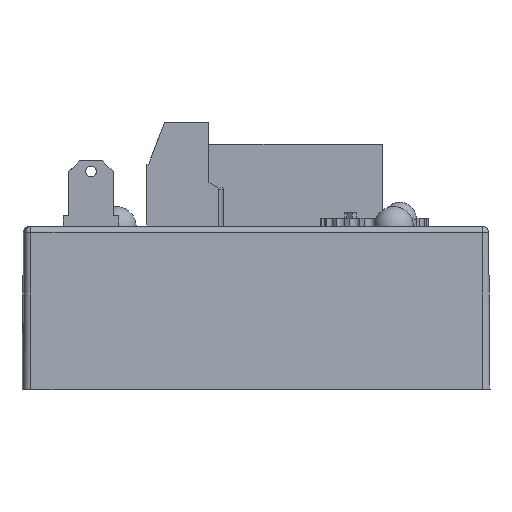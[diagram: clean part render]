
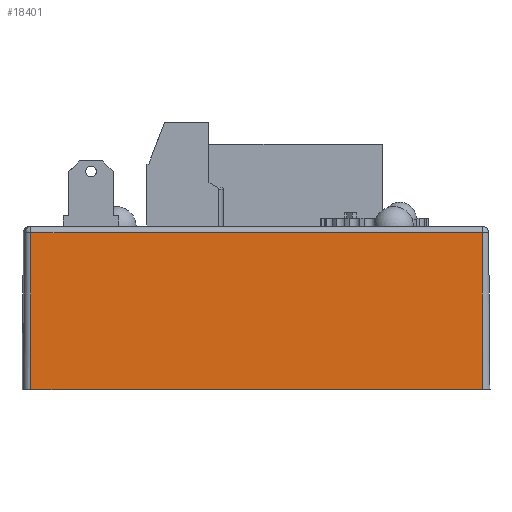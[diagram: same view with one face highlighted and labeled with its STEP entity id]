
A CAD part, left-side view. The second image highlights one B-rep face of the part: STEP entity #18401.
In plain terms, the highlighted planar face has unit normal (-1, -0.002, 0.009).
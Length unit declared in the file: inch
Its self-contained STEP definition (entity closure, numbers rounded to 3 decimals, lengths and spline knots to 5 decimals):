
#926 = CARTESIAN_POINT ( 'NONE',  ( -1.89019, -0.75774, -0.53687 ) ) ;
#927 = CARTESIAN_POINT ( 'NONE',  ( -1.89277, -0.75775, -0.83197 ) ) ;
#928 = CARTESIAN_POINT ( 'NONE',  ( -1.89534, -0.75775, -1.12707 ) ) ;
#929 = CARTESIAN_POINT ( 'NONE',  ( -1.89792, -0.75776, -1.42217 ) ) ;
#930 = B_SPLINE_CURVE_WITH_KNOTS ( 'NONE', 3,
 ( #929, #928, #927, #926 ),
 .UNSPECIFIED., .F., .F.,
 ( 4, 4 ),
 ( 0.40008, 0.59255 ),
 .UNSPECIFIED. ) ;
#976 = CARTESIAN_POINT ( 'NONE',  ( -1.90366, 1.78924, -1.42217 ) ) ;
#977 = CARTESIAN_POINT ( 'NONE',  ( -1.90109, 1.78925, -1.12707 ) ) ;
#978 = CARTESIAN_POINT ( 'NONE',  ( -1.89851, 1.78925, -0.83197 ) ) ;
#979 = CARTESIAN_POINT ( 'NONE',  ( -1.89594, 1.78926, -0.53687 ) ) ;
#980 = B_SPLINE_CURVE_WITH_KNOTS ( 'NONE', 3,
 ( #979, #978, #977, #976 ),
 .UNSPECIFIED., .F., .F.,
 ( 4, 4 ),
 ( 0.40745, 0.59992 ),
 .UNSPECIFIED. ) ;
#4804 = DIRECTION ( 'NONE',  ( -0.009, 0., -1. ) ) ;
#4805 = DIRECTION ( 'NONE',  ( -1., -0.002, 0.009 ) ) ;
#4806 = CARTESIAN_POINT ( 'NONE',  ( -1.89782, -0.80029, -1.42217 ) ) ;
#4807 = AXIS2_PLACEMENT_3D ( 'NONE', #4806, #4805, #4804 ) ;
#4808 = PLANE ( 'NONE',  #4807 ) ;
#4809 = FACE_OUTER_BOUND ( 'NONE', #18402, .T. ) ;
#4810 = DIRECTION ( 'NONE',  ( -0.002, 1., 0. ) ) ;
#4811 = VECTOR ( 'NONE', #4810, 39.37008 ) ;
#4812 = CARTESIAN_POINT ( 'NONE',  ( -1.89594, 1.78926, -0.53687 ) ) ;
#4813 = LINE ( 'NONE', #4812, #4811 ) ;
#5623 = CARTESIAN_POINT ( 'NONE',  ( -1.90366, 1.78924, -1.42217 ) ) ;
#5624 = DIRECTION ( 'NONE',  ( -0.002, 1., 0. ) ) ;
#5635 = VECTOR ( 'NONE', #5624, 39.37008 ) ;
#5636 = CARTESIAN_POINT ( 'NONE',  ( -1.89782, -0.80029, -1.42217 ) ) ;
#5637 = LINE ( 'NONE', #5636, #5635 ) ;
#5638 = CARTESIAN_POINT ( 'NONE',  ( -1.89792, -0.75776, -1.42217 ) ) ;
#5724 = CARTESIAN_POINT ( 'NONE',  ( -1.89594, 1.78926, -0.53687 ) ) ;
#13382 = EDGE_CURVE ( 'NONE', #18477, #18566, #930, .T. ) ;
#13383 = ORIENTED_EDGE ( 'NONE', *, *, #18400, .T. ) ;
#13384 = ORIENTED_EDGE ( 'NONE', *, *, #13385, .T. ) ;
#13385 = EDGE_CURVE ( 'NONE', #18425, #18480, #980, .T. ) ;
#13386 = ORIENTED_EDGE ( 'NONE', *, *, #18479, .F. ) ;
#17122 = CARTESIAN_POINT ( 'NONE',  ( -1.89019, -0.75774, -0.53687 ) ) ;
#18400 = EDGE_CURVE ( 'NONE', #18566, #18425, #4813, .T. ) ;
#18401 = ADVANCED_FACE ( 'NONE', ( #4809 ), #4808, .T. ) ;
#18402 = EDGE_LOOP ( 'NONE', ( #18403, #13383, #13384, #13386 ) ) ;
#18403 = ORIENTED_EDGE ( 'NONE', *, *, #13382, .T. ) ;
#18425 = VERTEX_POINT ( 'NONE', #5724 ) ;
#18477 = VERTEX_POINT ( 'NONE', #5638 ) ;
#18479 = EDGE_CURVE ( 'NONE', #18477, #18480, #5637, .T. ) ;
#18480 = VERTEX_POINT ( 'NONE', #5623 ) ;
#18566 = VERTEX_POINT ( 'NONE', #17122 ) ;
